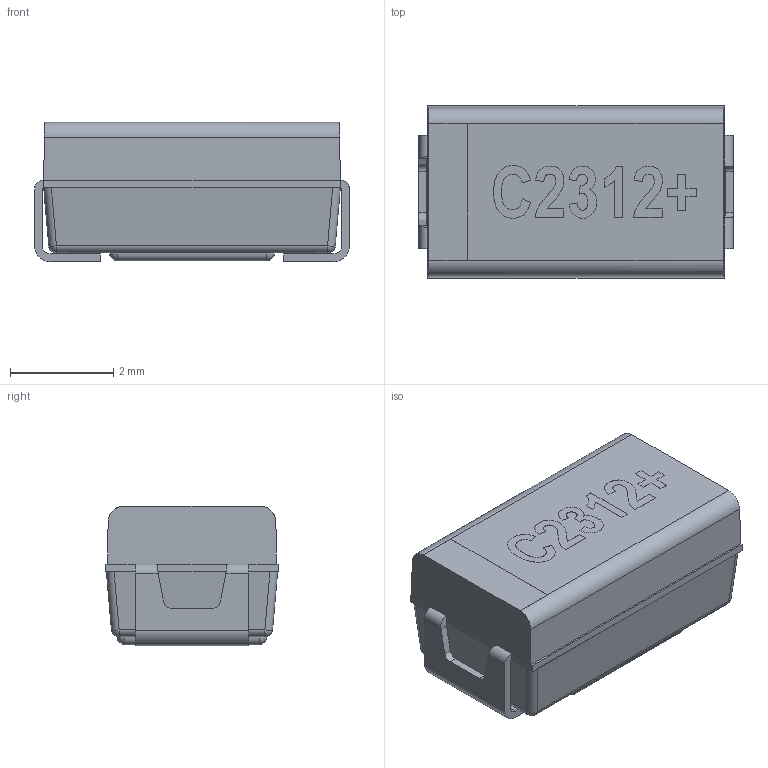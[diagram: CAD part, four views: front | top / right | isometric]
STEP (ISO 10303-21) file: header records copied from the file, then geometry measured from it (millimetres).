
FILE_DESCRIPTION (( 'STEP AP214' ), '1' );
FILE_NAME ('C2312+.STEP', '2019-05-10T10:37:36', ( '' ), ( '' ), 'SwSTEP 2.0', 'SolidWorks 2018', '' );
FILE_SCHEMA (( 'AUTOMOTIVE_DESIGN' ));
Length unit declared in the file: millimetre
Products named in the file (1): C2312+
Bounding box: 6.1 x 3.35 x 2.7 mm (x, y, z)
Volume: 49.2 mm3; surface area: 102.8 mm2
Topology: 1 solids, 1 shells, 176 faces, 466 edges, 290 vertices
Faces by surface type: plane 87, bspline 49, cylinder 32, sphere 8
Entity records: 9449 total; most frequent: CARTESIAN_POINT 3566, ORIENTED_EDGE 924, DIRECTION 648, EDGE_CURVE 462, VECTOR 292, LINE 292, VERTEX_POINT 290, EDGE_LOOP 182
